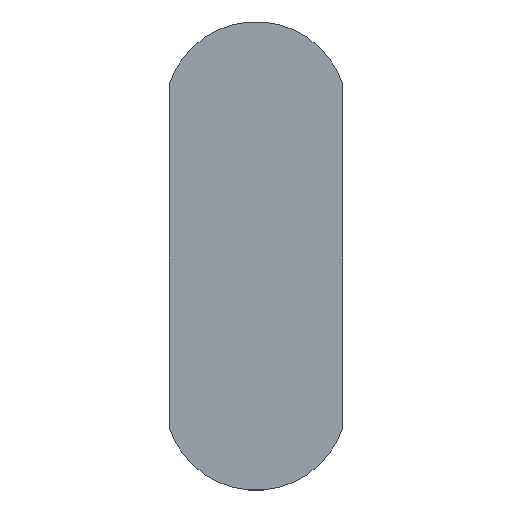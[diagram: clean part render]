
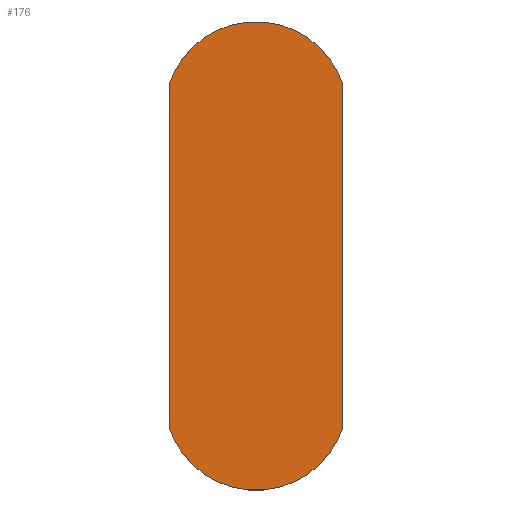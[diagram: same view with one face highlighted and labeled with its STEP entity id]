
A CAD part, top view. The second image highlights one B-rep face of the part: STEP entity #176.
In plain terms, the highlighted planar face has unit normal (0, 0, 1).
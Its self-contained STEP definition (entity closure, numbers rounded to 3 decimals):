
#19=CIRCLE('',#201,8.);
#22=CIRCLE('',#206,8.);
#34=FACE_OUTER_BOUND('',#44,.T.);
#44=EDGE_LOOP('',(#141,#142,#143,#144));
#59=LINE('',#308,#73);
#60=LINE('',#311,#74);
#73=VECTOR('',#245,10.);
#74=VECTOR('',#248,10.);
#87=VERTEX_POINT('',#290);
#88=VERTEX_POINT('',#292);
#91=VERTEX_POINT('',#307);
#92=VERTEX_POINT('',#309);
#106=EDGE_CURVE('',#87,#88,#19,.T.);
#112=EDGE_CURVE('',#91,#87,#59,.T.);
#113=EDGE_CURVE('',#92,#91,#22,.T.);
#114=EDGE_CURVE('',#88,#92,#60,.T.);
#141=ORIENTED_EDGE('',*,*,#112,.F.);
#142=ORIENTED_EDGE('',*,*,#113,.F.);
#143=ORIENTED_EDGE('',*,*,#114,.F.);
#144=ORIENTED_EDGE('',*,*,#106,.F.);
#167=PLANE('',#205);
#176=ADVANCED_FACE('',(#34),#167,.T.);
#201=AXIS2_PLACEMENT_3D('',#293,#234,#235);
#205=AXIS2_PLACEMENT_3D('',#306,#243,#244);
#206=AXIS2_PLACEMENT_3D('',#310,#246,#247);
#234=DIRECTION('center_axis',(0.,0.,-1.));
#235=DIRECTION('ref_axis',(1.,0.,0.));
#243=DIRECTION('center_axis',(0.,0.,1.));
#244=DIRECTION('ref_axis',(1.,0.,0.));
#245=DIRECTION('',(0.,1.,0.));
#246=DIRECTION('center_axis',(0.,0.,-1.));
#247=DIRECTION('ref_axis',(1.,0.,0.));
#248=DIRECTION('',(0.,-1.,0.));
#290=CARTESIAN_POINT('',(-7.6,2.498,2.));
#292=CARTESIAN_POINT('',(7.6,2.498,2.));
#293=CARTESIAN_POINT('Origin',(0.,0.,2.));
#306=CARTESIAN_POINT('Origin',(-8.,-25.,2.));
#307=CARTESIAN_POINT('',(-7.6,-27.498,2.));
#308=CARTESIAN_POINT('',(-7.6,0.,2.));
#309=CARTESIAN_POINT('',(7.6,-27.498,2.));
#310=CARTESIAN_POINT('Origin',(0.,-25.,2.));
#311=CARTESIAN_POINT('',(7.6,0.,2.));
